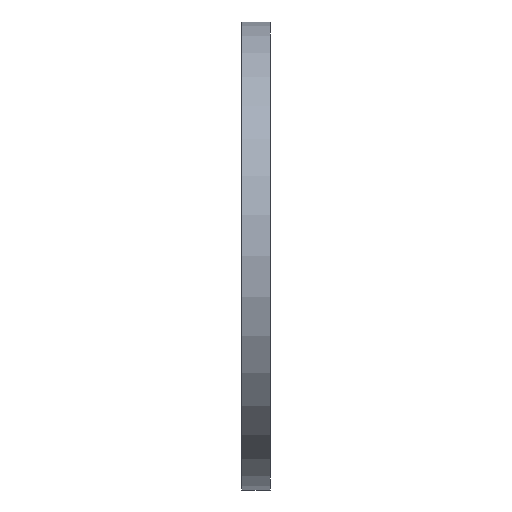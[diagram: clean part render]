
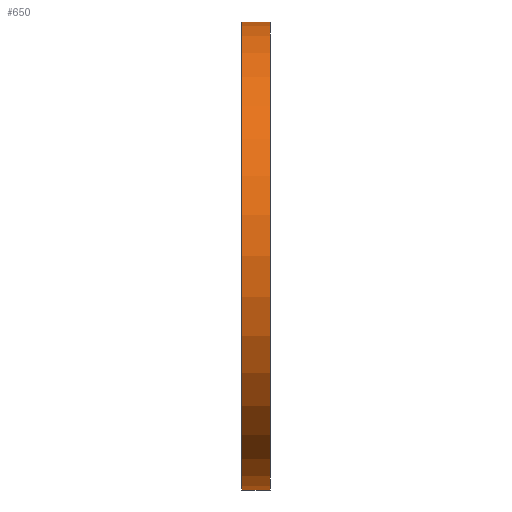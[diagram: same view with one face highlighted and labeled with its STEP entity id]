
A CAD part, left-side view. The second image highlights one B-rep face of the part: STEP entity #650.
In plain terms, the highlighted cylindrical face has radius 125 mm (diameter 250 mm), a partial arc.
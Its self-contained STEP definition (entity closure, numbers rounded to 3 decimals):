
#12 = DIRECTION ( 'NONE',  ( 0., 1., 0. ) ) ;
#17 = EDGE_CURVE ( 'NONE', #139, #460, #145, .T. ) ;
#20 = CARTESIAN_POINT ( 'NONE',  ( 0., 0., 125. ) ) ;
#47 = CARTESIAN_POINT ( 'NONE',  ( 0., 15., 125. ) ) ;
#48 = CARTESIAN_POINT ( 'NONE',  ( 0., 38.545, -125. ) ) ;
#61 = CARTESIAN_POINT ( 'NONE',  ( 0., 38.545, 0. ) ) ;
#71 = EDGE_CURVE ( 'NONE', #313, #356, #259, .T. ) ;
#79 = CARTESIAN_POINT ( 'NONE',  ( 0., 0., 0. ) ) ;
#139 = VERTEX_POINT ( 'NONE', #370 ) ;
#145 = CIRCLE ( 'NONE', #619, 125. ) ;
#156 = VECTOR ( 'NONE', #714, 1000. ) ;
#259 = CIRCLE ( 'NONE', #322, 125. ) ;
#262 = CARTESIAN_POINT ( 'NONE',  ( 0., 0., -125. ) ) ;
#270 = FACE_OUTER_BOUND ( 'NONE', #445, .T. ) ;
#274 = EDGE_CURVE ( 'NONE', #313, #139, #461, .T. ) ;
#313 = VERTEX_POINT ( 'NONE', #262 ) ;
#322 = AXIS2_PLACEMENT_3D ( 'NONE', #79, #12, #890 ) ;
#327 = ORIENTED_EDGE ( 'NONE', *, *, #274, .F. ) ;
#356 = VERTEX_POINT ( 'NONE', #20 ) ;
#370 = CARTESIAN_POINT ( 'NONE',  ( 0., 15., -125. ) ) ;
#378 = CARTESIAN_POINT ( 'NONE',  ( 0., 38.545, 125. ) ) ;
#445 = EDGE_LOOP ( 'NONE', ( #327, #637, #827, #820 ) ) ;
#460 = VERTEX_POINT ( 'NONE', #47 ) ;
#461 = LINE ( 'NONE', #48, #767 ) ;
#482 = AXIS2_PLACEMENT_3D ( 'NONE', #61, #631, #891 ) ;
#502 = CARTESIAN_POINT ( 'NONE',  ( 0., 15., 0. ) ) ;
#545 = DIRECTION ( 'NONE',  ( 0., 1., 0. ) ) ;
#597 = LINE ( 'NONE', #378, #156 ) ;
#619 = AXIS2_PLACEMENT_3D ( 'NONE', #502, #640, #764 ) ;
#631 = DIRECTION ( 'NONE',  ( 0., 1., 0. ) ) ;
#637 = ORIENTED_EDGE ( 'NONE', *, *, #71, .T. ) ;
#640 = DIRECTION ( 'NONE',  ( 0., 1., 0. ) ) ;
#650 = ADVANCED_FACE ( 'NONE', ( #270 ), #821, .T. ) ;
#714 = DIRECTION ( 'NONE',  ( 0., 1., 0. ) ) ;
#727 = EDGE_CURVE ( 'NONE', #356, #460, #597, .T. ) ;
#764 = DIRECTION ( 'NONE',  ( 0., 0., 1. ) ) ;
#767 = VECTOR ( 'NONE', #545, 1000. ) ;
#820 = ORIENTED_EDGE ( 'NONE', *, *, #17, .F. ) ;
#821 = CYLINDRICAL_SURFACE ( 'NONE', #482, 125. ) ;
#827 = ORIENTED_EDGE ( 'NONE', *, *, #727, .T. ) ;
#890 = DIRECTION ( 'NONE',  ( 0., 0., 1. ) ) ;
#891 = DIRECTION ( 'NONE',  ( 0., 0., 1. ) ) ;
